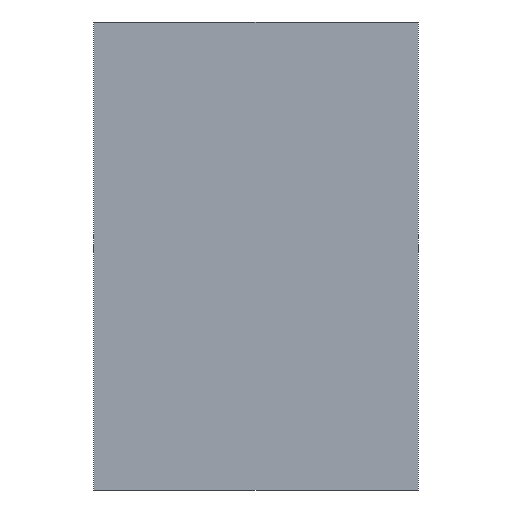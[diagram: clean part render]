
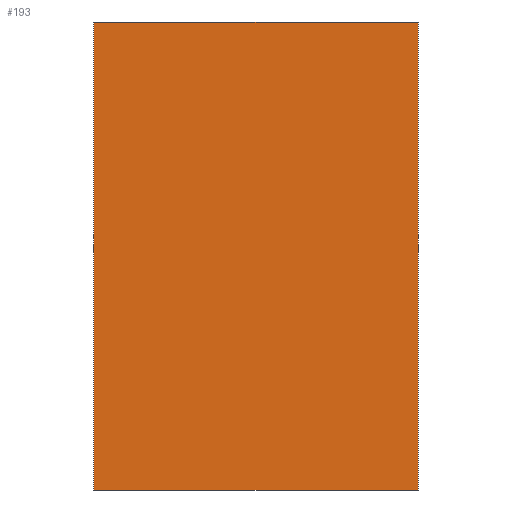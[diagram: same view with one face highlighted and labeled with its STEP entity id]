
A CAD part, front view. The second image highlights one B-rep face of the part: STEP entity #193.
In plain terms, the highlighted planar face has unit normal (0, -1, 0).
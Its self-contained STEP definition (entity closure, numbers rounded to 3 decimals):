
#23=FACE_OUTER_BOUND('',#34,.T.);
#34=EDGE_LOOP('',(#155,#156,#157,#158));
#57=LINE('',#310,#81);
#58=LINE('',#313,#82);
#59=LINE('',#315,#83);
#60=LINE('',#316,#84);
#81=VECTOR('',#256,10.);
#82=VECTOR('',#259,10.);
#83=VECTOR('',#260,10.);
#84=VECTOR('',#261,10.);
#99=VERTEX_POINT('',#306);
#100=VERTEX_POINT('',#308);
#101=VERTEX_POINT('',#312);
#102=VERTEX_POINT('',#314);
#121=EDGE_CURVE('',#99,#100,#57,.T.);
#122=EDGE_CURVE('',#101,#99,#58,.T.);
#123=EDGE_CURVE('',#102,#100,#59,.T.);
#124=EDGE_CURVE('',#101,#102,#60,.T.);
#155=ORIENTED_EDGE('',*,*,#122,.T.);
#156=ORIENTED_EDGE('',*,*,#121,.T.);
#157=ORIENTED_EDGE('',*,*,#123,.F.);
#158=ORIENTED_EDGE('',*,*,#124,.F.);
#182=PLANE('',#218);
#193=ADVANCED_FACE('',(#23),#182,.T.);
#218=AXIS2_PLACEMENT_3D('',#311,#257,#258);
#256=DIRECTION('',(0.,0.,1.));
#257=DIRECTION('center_axis',(0.,-1.,0.));
#258=DIRECTION('ref_axis',(1.,0.,0.));
#259=DIRECTION('',(1.,0.,0.));
#260=DIRECTION('',(1.,0.,0.));
#261=DIRECTION('',(0.,0.,1.));
#306=CARTESIAN_POINT('',(34.,0.,0.));
#308=CARTESIAN_POINT('',(34.,0.,49.));
#310=CARTESIAN_POINT('',(34.,0.,0.));
#311=CARTESIAN_POINT('Origin',(0.,0.,0.));
#312=CARTESIAN_POINT('',(0.,0.,0.));
#313=CARTESIAN_POINT('',(0.,0.,0.));
#314=CARTESIAN_POINT('',(0.,0.,49.));
#315=CARTESIAN_POINT('',(0.,0.,49.));
#316=CARTESIAN_POINT('',(0.,0.,0.));
